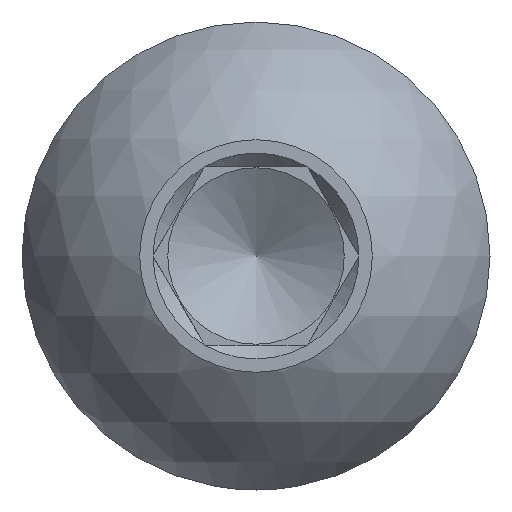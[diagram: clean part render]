
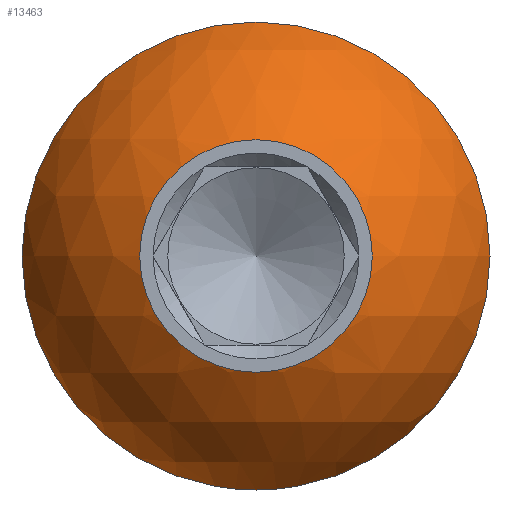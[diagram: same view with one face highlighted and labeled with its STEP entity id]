
A CAD part, front view. The second image highlights one B-rep face of the part: STEP entity #13463.
In plain terms, the highlighted spherical face has radius 5.604 mm.
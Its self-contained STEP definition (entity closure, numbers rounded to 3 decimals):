
#898 = SPHERICAL_SURFACE ( 'NONE', #5297, 5.604 ) ;
#1649 = DIRECTION ( 'NONE',  ( 0., 0., 1. ) ) ;
#1720 = DIRECTION ( 'NONE',  ( 0., 0., -1. ) ) ;
#1906 = DIRECTION ( 'NONE',  ( 0., -1., 0. ) ) ;
#2635 = CARTESIAN_POINT ( 'NONE',  ( 0., 3., -5.25 ) ) ;
#3590 = ORIENTED_EDGE ( 'NONE', *, *, #13072, .T. ) ;
#3717 = VERTEX_POINT ( 'NONE', #2635 ) ;
#3841 = DIRECTION ( 'NONE',  ( 1., 0., 0. ) ) ;
#4013 = EDGE_CURVE ( 'NONE', #12084, #12084, #13783, .T. ) ;
#4555 = EDGE_LOOP ( 'NONE', ( #3590 ) ) ;
#5074 = CIRCLE ( 'NONE', #9838, 5.25 ) ;
#5297 = AXIS2_PLACEMENT_3D ( 'NONE', #10494, #1649, #3841 ) ;
#6537 = ORIENTED_EDGE ( 'NONE', *, *, #4013, .F. ) ;
#7759 = EDGE_LOOP ( 'NONE', ( #6537 ) ) ;
#9547 = DIRECTION ( 'NONE',  ( 0., -1., 0. ) ) ;
#9586 = DIRECTION ( 'NONE',  ( 0., 0., -1. ) ) ;
#9838 = AXIS2_PLACEMENT_3D ( 'NONE', #10457, #9547, #1720 ) ;
#10457 = CARTESIAN_POINT ( 'NONE',  ( 0., 3., 0. ) ) ;
#10494 = CARTESIAN_POINT ( 'NONE',  ( 0., 4.959, 0. ) ) ;
#11425 = CARTESIAN_POINT ( 'NONE',  ( 0., 0., -2.609 ) ) ;
#12084 = VERTEX_POINT ( 'NONE', #11425 ) ;
#12226 = AXIS2_PLACEMENT_3D ( 'NONE', #12941, #1906, #9586 ) ;
#12941 = CARTESIAN_POINT ( 'NONE',  ( 0., 0., 0. ) ) ;
#13072 = EDGE_CURVE ( 'NONE', #3717, #3717, #5074, .T. ) ;
#13125 = FACE_OUTER_BOUND ( 'NONE', #7759, .T. ) ;
#13302 = FACE_OUTER_BOUND ( 'NONE', #4555, .T. ) ;
#13463 = ADVANCED_FACE ( 'NONE', ( #13302, #13125 ), #898, .T. ) ;
#13783 = CIRCLE ( 'NONE', #12226, 2.609 ) ;
